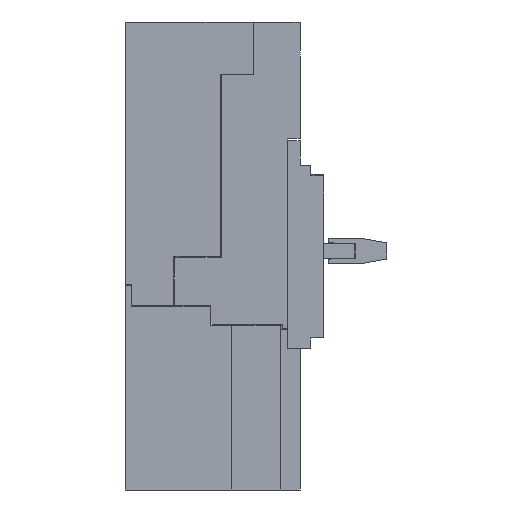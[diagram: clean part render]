
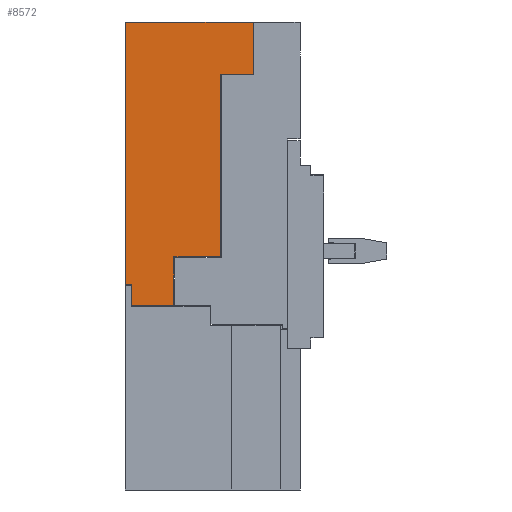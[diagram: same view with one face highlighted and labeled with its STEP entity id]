
A CAD part, left-side view. The second image highlights one B-rep face of the part: STEP entity #8572.
In plain terms, the highlighted planar face has unit normal (-1, 0, 0).
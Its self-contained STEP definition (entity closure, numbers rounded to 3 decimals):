
#6108=DIRECTION('',(0.,0.,-1.));
#6109=VECTOR('',#6108,146.);
#6110=CARTESIAN_POINT('',(-69.85,0.,130.));
#6111=LINE('60138',#6110,#6109);
#6296=DIRECTION('',(0.,1.,0.));
#6297=VECTOR('',#6296,3.5);
#6298=CARTESIAN_POINT('',(-69.85,-3.5,-16.));
#6299=LINE('60137',#6298,#6297);
#6471=DIRECTION('',(0.,0.,1.));
#6472=VECTOR('',#6471,11.5);
#6473=CARTESIAN_POINT('',(-69.85,-3.5,-27.5));
#6474=LINE('60123',#6473,#6472);
#6562=DIRECTION('',(0.,-1.,0.));
#6563=VECTOR('',#6562,71.);
#6564=CARTESIAN_POINT('',(-69.85,0.,130.));
#6565=LINE('60132',#6564,#6563);
#6569=DIRECTION('',(0.,0.,-1.));
#6570=VECTOR('',#6569,29.);
#6571=CARTESIAN_POINT('',(-69.85,-71.,130.));
#6572=LINE('60135',#6571,#6570);
#6576=DIRECTION('',(0.,-1.,0.));
#6577=VECTOR('',#6576,18.);
#6578=CARTESIAN_POINT('',(-69.85,-53.,101.));
#6579=LINE('60126',#6578,#6577);
#6583=DIRECTION('',(0.,-1.,0.));
#6584=VECTOR('',#6583,26.1);
#6585=CARTESIAN_POINT('',(-69.85,-26.9,-0.4));
#6586=LINE('60130',#6585,#6584);
#6590=DIRECTION('',(0.,0.,1.));
#6591=VECTOR('',#6590,27.1);
#6592=CARTESIAN_POINT('',(-69.85,-26.9,-27.5));
#6593=LINE('60128',#6592,#6591);
#6597=DIRECTION('',(0.,-1.,0.));
#6598=VECTOR('',#6597,23.4);
#6599=CARTESIAN_POINT('',(-69.85,-3.5,-27.5));
#6600=LINE('60131',#6599,#6598);
#7047=DIRECTION('',(0.,0.,-1.));
#7048=VECTOR('',#7047,101.4);
#7049=CARTESIAN_POINT('',(-69.85,-53.,101.));
#7050=LINE('60119',#7049,#7048);
#7830=CARTESIAN_POINT('',(-69.85,-53.,101.));
#7831=CARTESIAN_POINT('',(-69.85,-53.,-0.4));
#7832=VERTEX_POINT('',#7830);
#7833=VERTEX_POINT('',#7831);
#7834=CARTESIAN_POINT('',(-69.85,-3.5,-27.5));
#7835=CARTESIAN_POINT('',(-69.85,-3.5,-16.));
#7836=VERTEX_POINT('',#7834);
#7837=VERTEX_POINT('',#7835);
#7838=CARTESIAN_POINT('',(-69.85,-71.,101.));
#7839=VERTEX_POINT('',#7838);
#7840=CARTESIAN_POINT('',(-69.85,-26.9,-27.5));
#7841=CARTESIAN_POINT('',(-69.85,-26.9,-0.4));
#7842=VERTEX_POINT('',#7840);
#7843=VERTEX_POINT('',#7841);
#7844=CARTESIAN_POINT('',(-69.85,0.,130.));
#7845=CARTESIAN_POINT('',(-69.85,-71.,130.));
#7846=VERTEX_POINT('',#7844);
#7847=VERTEX_POINT('',#7845);
#7848=CARTESIAN_POINT('',(-69.85,0.,-16.));
#7849=VERTEX_POINT('',#7848);
#8549=CARTESIAN_POINT('',(-69.85,0.,-40.5));
#8550=DIRECTION('',(1.,0.,0.));
#8551=DIRECTION('',(0.,0.,-1.));
#8552=AXIS2_PLACEMENT_3D('',#8549,#8550,#8551);
#8553=PLANE('60106',#8552);
#8554=ORIENTED_EDGE('60138',*,*,#8158,.F.);
#8556=ORIENTED_EDGE('60132',*,*,#8555,.T.);
#8558=ORIENTED_EDGE('60135',*,*,#8557,.T.);
#8560=ORIENTED_EDGE('60126',*,*,#8559,.F.);
#8562=ORIENTED_EDGE('60119',*,*,#8561,.T.);
#8564=ORIENTED_EDGE('60130',*,*,#8563,.F.);
#8566=ORIENTED_EDGE('60128',*,*,#8565,.F.);
#8567=ORIENTED_EDGE('60131',*,*,#8542,.F.);
#8568=ORIENTED_EDGE('60123',*,*,#8467,.T.);
#8569=ORIENTED_EDGE('60137',*,*,#8338,.T.);
#8570=EDGE_LOOP('60106',(#8554,#8556,#8558,#8560,#8562,#8564,#8566,#8567,#8568,
#8569));
#8571=FACE_OUTER_BOUND('60106',#8570,.F.);
#8572=ADVANCED_FACE('60106',(#8571),#8553,.F.);
#8158=EDGE_CURVE('60138',#7846,#7849,#6111,.T.);
#8338=EDGE_CURVE('60137',#7837,#7849,#6299,.T.);
#8467=EDGE_CURVE('60123',#7836,#7837,#6474,.T.);
#8542=EDGE_CURVE('60131',#7836,#7842,#6600,.T.);
#8555=EDGE_CURVE('60132',#7846,#7847,#6565,.T.);
#8557=EDGE_CURVE('60135',#7847,#7839,#6572,.T.);
#8559=EDGE_CURVE('60126',#7832,#7839,#6579,.T.);
#8561=EDGE_CURVE('60119',#7832,#7833,#7050,.T.);
#8563=EDGE_CURVE('60130',#7843,#7833,#6586,.T.);
#8565=EDGE_CURVE('60128',#7842,#7843,#6593,.T.);
